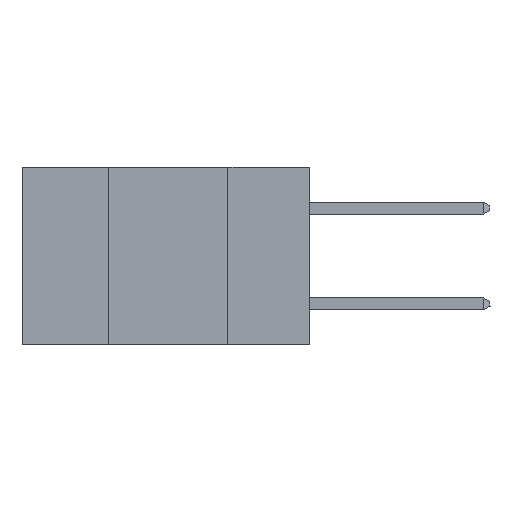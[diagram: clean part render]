
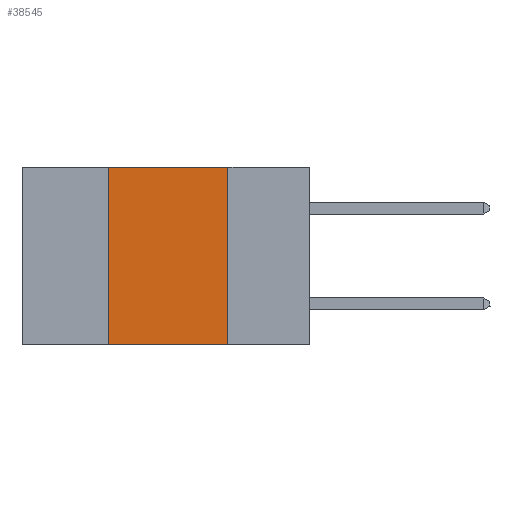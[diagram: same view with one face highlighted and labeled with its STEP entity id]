
A CAD part, left-side view. The second image highlights one B-rep face of the part: STEP entity #38545.
In plain terms, the highlighted planar face has unit normal (-1, 0, 0).
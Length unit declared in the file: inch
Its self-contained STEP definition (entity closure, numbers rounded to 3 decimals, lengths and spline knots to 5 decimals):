
#1028 = EDGE_CURVE ( 'NONE', #27605, #16763, #19147, .T. ) ;
#1347 = AXIS2_PLACEMENT_3D ( 'NONE', #13299, #37551, #24533 ) ;
#2313 = ORIENTED_EDGE ( 'NONE', *, *, #10044, .F. ) ;
#4821 = VERTEX_POINT ( 'NONE', #17458 ) ;
#6642 = EDGE_CURVE ( 'NONE', #27605, #17845, #16117, .T. ) ;
#10044 = EDGE_CURVE ( 'NONE', #16763, #4821, #15247, .T. ) ;
#12961 = ORIENTED_EDGE ( 'NONE', *, *, #1028, .F. ) ;
#13299 = CARTESIAN_POINT ( 'NONE',  ( 0., 0.6, 0. ) ) ;
#15247 = LINE ( 'NONE', #22559, #23086 ) ;
#15308 = ORIENTED_EDGE ( 'NONE', *, *, #6642, .T. ) ;
#16117 = LINE ( 'NONE', #31208, #31787 ) ;
#16763 = VERTEX_POINT ( 'NONE', #34225 ) ;
#17321 = DIRECTION ( 'NONE',  ( 0., -1., 0. ) ) ;
#17458 = CARTESIAN_POINT ( 'NONE',  ( 0., 0.17, 0. ) ) ;
#17845 = VERTEX_POINT ( 'NONE', #34611 ) ;
#19147 = LINE ( 'NONE', #35236, #31178 ) ;
#19502 = VECTOR ( 'NONE', #38353, 39.37008 ) ;
#19756 = EDGE_CURVE ( 'NONE', #4821, #17845, #22154, .T. ) ;
#22154 = LINE ( 'NONE', #31608, #19502 ) ;
#22559 = CARTESIAN_POINT ( 'NONE',  ( 0., 0.6, 0. ) ) ;
#23086 = VECTOR ( 'NONE', #25931, 39.37008 ) ;
#24533 = DIRECTION ( 'NONE',  ( 0., 0., -1. ) ) ;
#25931 = DIRECTION ( 'NONE',  ( 0., -1., 0. ) ) ;
#27605 = VERTEX_POINT ( 'NONE', #33762 ) ;
#27738 = FACE_OUTER_BOUND ( 'NONE', #38382, .T. ) ;
#28440 = ORIENTED_EDGE ( 'NONE', *, *, #19756, .F. ) ;
#31178 = VECTOR ( 'NONE', #31436, 39.37008 ) ;
#31208 = CARTESIAN_POINT ( 'NONE',  ( 0., 0.6, -0.37 ) ) ;
#31436 = DIRECTION ( 'NONE',  ( 0., 0., 1. ) ) ;
#31608 = CARTESIAN_POINT ( 'NONE',  ( 0., 0.17, 0. ) ) ;
#31787 = VECTOR ( 'NONE', #17321, 39.37008 ) ;
#33320 = PLANE ( 'NONE',  #1347 ) ;
#33762 = CARTESIAN_POINT ( 'NONE',  ( 0., 0.42, -0.37 ) ) ;
#34225 = CARTESIAN_POINT ( 'NONE',  ( 0., 0.42, 0. ) ) ;
#34611 = CARTESIAN_POINT ( 'NONE',  ( 0., 0.17, -0.37 ) ) ;
#35236 = CARTESIAN_POINT ( 'NONE',  ( 0., 0.42, 0. ) ) ;
#37551 = DIRECTION ( 'NONE',  ( 1., 0., 0. ) ) ;
#38353 = DIRECTION ( 'NONE',  ( 0., 0., -1. ) ) ;
#38382 = EDGE_LOOP ( 'NONE', ( #28440, #2313, #12961, #15308 ) ) ;
#38545 = ADVANCED_FACE ( 'NONE', ( #27738 ), #33320, .F. ) ;
